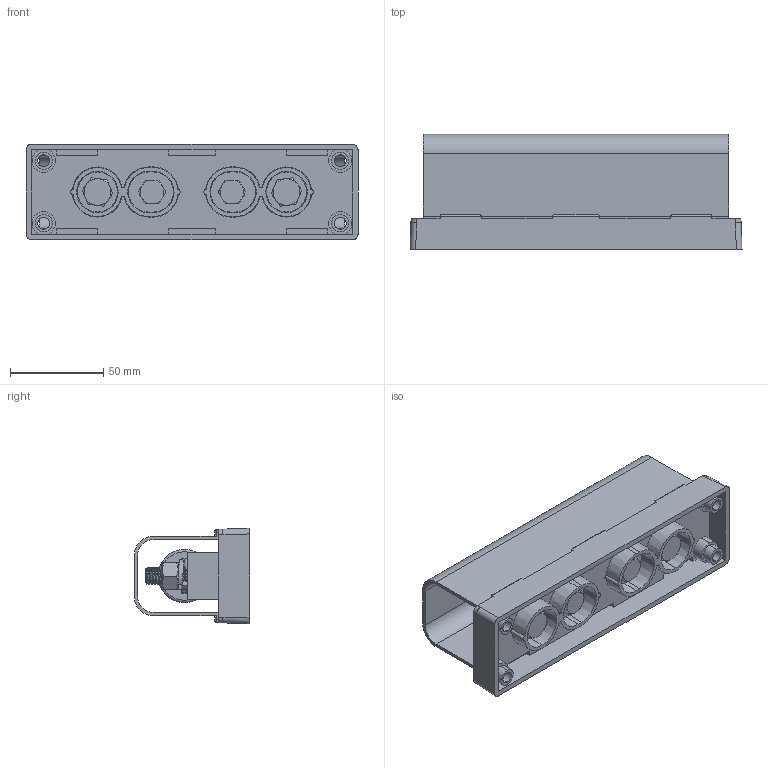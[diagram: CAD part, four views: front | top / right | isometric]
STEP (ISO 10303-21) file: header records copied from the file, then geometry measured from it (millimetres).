
FILE_DESCRIPTION (( 'STEP AP203' ), '1' );
FILE_NAME ('FB.STEP', '2024-04-25T21:45:02', ( '' ), ( '' ), 'SwSTEP 2.0', 'SolidWorks 2023', '' );
FILE_SCHEMA (( 'CONFIG_CONTROL_DESIGN' ));
Length unit declared in the file: inch
Products named in the file (11): 5260000839_5260000839; 5260000904; 3_8-16x1-3_4 HEX CAP, 18-8SS_92941A622; 5_16-18 HEX NUT, BR_92676A030; B3010-A; FB; 52600033XX; 3_8-16 HEX NUT, 18-8 SS; 3_8 SPLIT L_W, 18-8SS_93496A031; 5_16 LOCK WASHER, SBR_93496A030; 5260000905
Assembly tree (17 placements, depth 2):
  FB
    5260000904
    5_16 LOCK WASHER, SBR_93496A030  x2
    5_16-18 HEX NUT, BR_92676A030  x2
    5260000839_5260000839  x2
    B3010-A  x2
    5260000905
    52600033XX
    3_8 SPLIT L_W, 18-8SS_93496A031  x2
    3_8-16x1-3_4 HEX CAP, 18-8SS_92941A622  x2
    3_8-16 HEX NUT, 18-8 SS  x2
Bounding box: 178.31 x 61.86 x 51.31 mm (x, y, z)
Volume: 162079.4 mm3; surface area: 116139.3 mm2
Topology: 17 solids, 17 shells, 845 faces, 2158 edges, 1364 vertices
Faces by surface type: cylinder 380, plane 211, cone 208, bspline 42, torus 4
Entity records: 29300 total; most frequent: CARTESIAN_POINT 15446, ORIENTED_EDGE 2838, DIRECTION 2369, EDGE_CURVE 1419, VERTEX_POINT 902, AXIS2_PLACEMENT_3D 855, LINE 659, VECTOR 659
